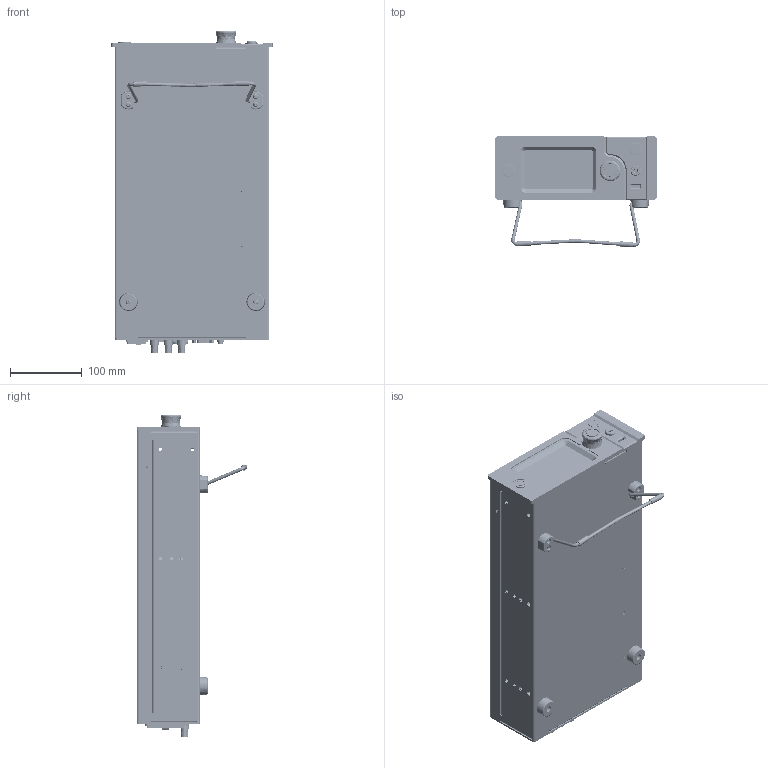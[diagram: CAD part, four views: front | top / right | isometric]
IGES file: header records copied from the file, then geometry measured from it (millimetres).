
Start section: SolidWorks IGES file using analytic representation for surfaces
Global section: file name: QCL1000 Model.IGS; native system: SolidWorks 2014; preprocessor: SolidWorks 2014; author: gniebel; date: 141024.093911; units: inch
Bounding box: 225.04 x 154.88 x 450.32 mm (x, y, z)
Surface area: 1308175.2 mm2 (no closed solid volume)
Topology: 0 solids, 0 shells, 14528 faces, 135944 edges, 135874 vertices
Faces by surface type: bspline 10935, revolution 3593
